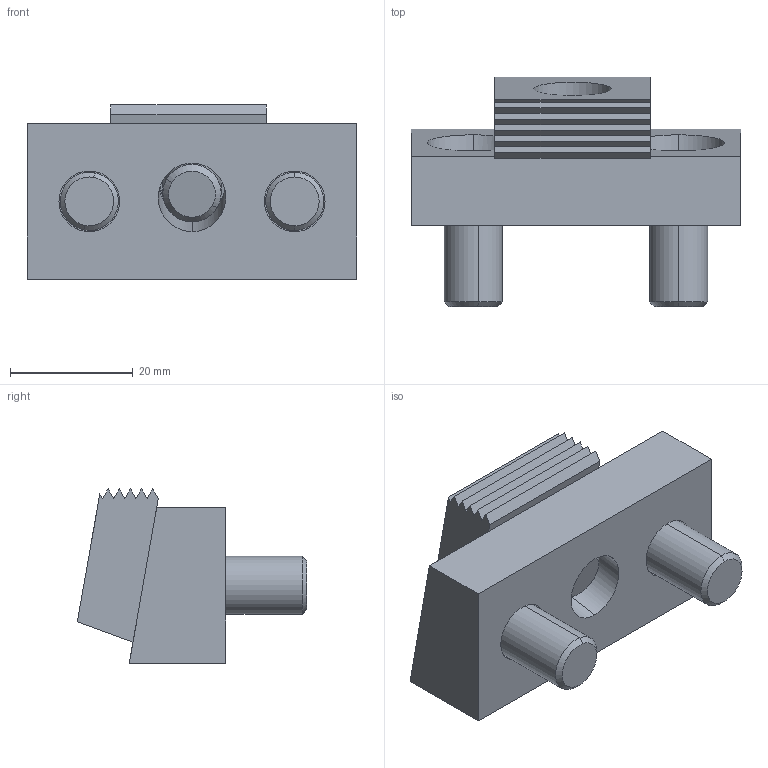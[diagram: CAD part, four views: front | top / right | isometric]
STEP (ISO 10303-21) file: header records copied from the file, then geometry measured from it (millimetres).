
FILE_DESCRIPTION (( 'STEP AP214' ), '1' );
FILE_NAME ('54DEFAU0302412464617.step', '2006-03-02T09:12:53', ( 'SysAdmin' ), ( 'SolidWorks' ), 'SwSTEP 2.0', 'SolidWorks 2006032', '' );
FILE_SCHEMA (( 'AUTOMOTIVE_DESIGN' ));
Length unit declared in the file: inch
Products named in the file (5): SW3dPS-54112_10371; 54DEFAU0302412464617; SW3dPS-54112_375-16; SW3dPS-54112_1000; SW3dPS-54112_24110
Assembly tree (5 placements, depth 2):
  54DEFAU0302412464617
    SW3dPS-54112_24110
    SW3dPS-54112_10371
    SW3dPS-54112_1000
    SW3dPS-54112_375-16  x2
Bounding box: 53.85 x 37.44 x 28.45 mm (x, y, z)
Volume: 23617 mm3; surface area: 11834.9 mm2
Topology: 5 solids, 5 shells, 100 faces, 228 edges, 145 vertices
Faces by surface type: plane 60, cylinder 26, cone 8, bspline 4, sphere 2
Entity records: 2595 total; most frequent: CARTESIAN_POINT 538, DIRECTION 404, ORIENTED_EDGE 376, EDGE_CURVE 188, AXIS2_PLACEMENT_3D 140, LINE 124, VECTOR 124, VERTEX_POINT 121
